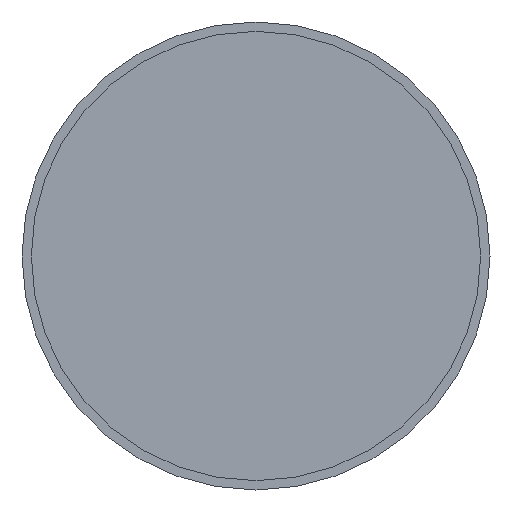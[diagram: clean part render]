
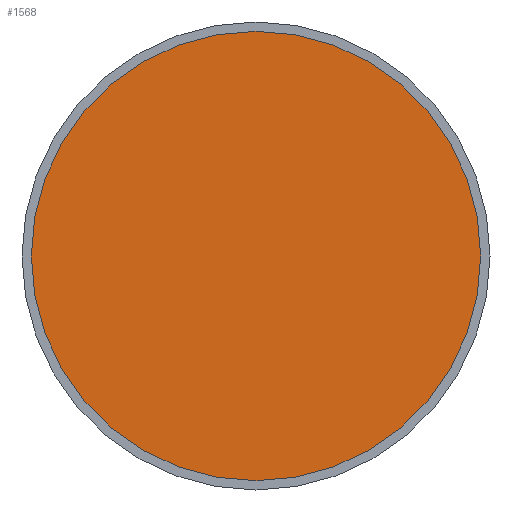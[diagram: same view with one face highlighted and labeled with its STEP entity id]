
A CAD part, front view. The second image highlights one B-rep face of the part: STEP entity #1568.
In plain terms, the highlighted planar face has unit normal (0, -1, 0).
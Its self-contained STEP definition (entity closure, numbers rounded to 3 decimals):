
#69 = VERTEX_POINT ( 'NONE', #1651 ) ;
#103 = PLANE ( 'NONE',  #1712 ) ;
#152 = EDGE_CURVE ( 'NONE', #69, #749, #862, .T. ) ;
#330 = CIRCLE ( 'NONE', #1571, 48. ) ;
#385 = CARTESIAN_POINT ( 'NONE',  ( 0., 0., 0. ) ) ;
#477 = DIRECTION ( 'NONE',  ( 0., -1., 0. ) ) ;
#487 = EDGE_LOOP ( 'NONE', ( #1425, #977 ) ) ;
#494 = DIRECTION ( 'NONE',  ( 0., 1., 0. ) ) ;
#574 = DIRECTION ( 'NONE',  ( 0., -1., 0. ) ) ;
#749 = VERTEX_POINT ( 'NONE', #1065 ) ;
#858 = CARTESIAN_POINT ( 'NONE',  ( 0., 0., 0. ) ) ;
#862 = CIRCLE ( 'NONE', #919, 48. ) ;
#886 = EDGE_CURVE ( 'NONE', #749, #69, #330, .T. ) ;
#919 = AXIS2_PLACEMENT_3D ( 'NONE', #1400, #477, #1660 ) ;
#953 = DIRECTION ( 'NONE',  ( 1., 0., 0. ) ) ;
#977 = ORIENTED_EDGE ( 'NONE', *, *, #886, .T. ) ;
#1043 = FACE_OUTER_BOUND ( 'NONE', #487, .T. ) ;
#1065 = CARTESIAN_POINT ( 'NONE',  ( -48., 0., 0. ) ) ;
#1400 = CARTESIAN_POINT ( 'NONE',  ( 0., 0., 0. ) ) ;
#1425 = ORIENTED_EDGE ( 'NONE', *, *, #152, .T. ) ;
#1451 = DIRECTION ( 'NONE',  ( -1., 0., 0. ) ) ;
#1568 = ADVANCED_FACE ( 'NONE', ( #1043 ), #103, .F. ) ;
#1571 = AXIS2_PLACEMENT_3D ( 'NONE', #858, #574, #953 ) ;
#1651 = CARTESIAN_POINT ( 'NONE',  ( 48., 0., 0. ) ) ;
#1660 = DIRECTION ( 'NONE',  ( 1., 0., 0. ) ) ;
#1712 = AXIS2_PLACEMENT_3D ( 'NONE', #385, #494, #1451 ) ;
